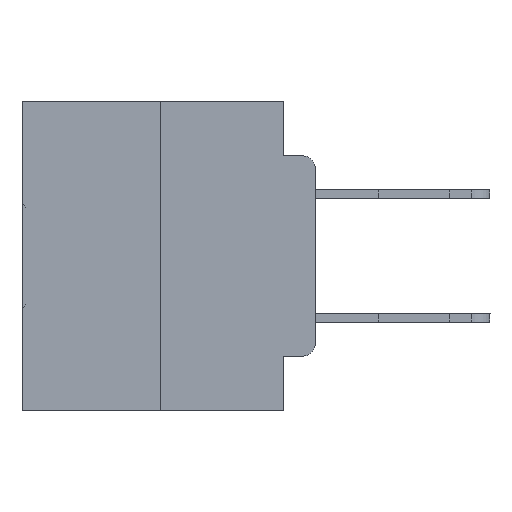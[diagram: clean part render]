
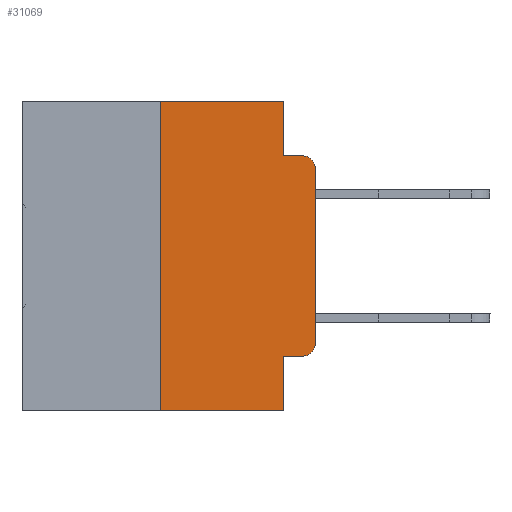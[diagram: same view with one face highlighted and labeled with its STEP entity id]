
A CAD part, left-side view. The second image highlights one B-rep face of the part: STEP entity #31069.
In plain terms, the highlighted planar face has unit normal (-1, 0, 0).
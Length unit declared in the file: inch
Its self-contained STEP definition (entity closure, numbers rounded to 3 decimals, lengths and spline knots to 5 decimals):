
#270 = ORIENTED_EDGE ( 'NONE', *, *, #19236, .F. ) ;
#333 = DIRECTION ( 'NONE',  ( -1., 0., 0. ) ) ;
#493 = EDGE_CURVE ( 'NONE', #24190, #23579, #11532, .T. ) ;
#1427 = DIRECTION ( 'NONE',  ( 0., 0., -1. ) ) ;
#1561 = CARTESIAN_POINT ( 'NONE',  ( 0., 0.051, 0. ) ) ;
#1955 = CARTESIAN_POINT ( 'NONE',  ( 0., 0.473, -0.5 ) ) ;
#3082 = EDGE_LOOP ( 'NONE', ( #5386, #25425, #5947, #270, #30734, #11367, #32157, #14165, #30812, #29400 ) ) ;
#3313 = EDGE_CURVE ( 'NONE', #10721, #22345, #15720, .T. ) ;
#4516 = CARTESIAN_POINT ( 'NONE',  ( 0., 0.473, 0. ) ) ;
#5077 = LINE ( 'NONE', #26761, #31117 ) ;
#5386 = ORIENTED_EDGE ( 'NONE', *, *, #12154, .T. ) ;
#5810 = EDGE_CURVE ( 'NONE', #10721, #24190, #5077, .T. ) ;
#5947 = ORIENTED_EDGE ( 'NONE', *, *, #23842, .F. ) ;
#6790 = LINE ( 'NONE', #10316, #26397 ) ;
#6916 = LINE ( 'NONE', #7127, #27725 ) ;
#7127 = CARTESIAN_POINT ( 'NONE',  ( 0., 0.051, -0.0885 ) ) ;
#7812 = CARTESIAN_POINT ( 'NONE',  ( 0., 0.051, -0.5 ) ) ;
#7854 = CARTESIAN_POINT ( 'NONE',  ( 0., 0.02, -0.3915 ) ) ;
#8899 = CARTESIAN_POINT ( 'NONE',  ( 0., 0.051, -0.4115 ) ) ;
#9264 = DIRECTION ( 'NONE',  ( 1., 0., 0. ) ) ;
#9345 = DIRECTION ( 'NONE',  ( 0., -1., 0. ) ) ;
#10316 = CARTESIAN_POINT ( 'NONE',  ( 0., 0.25, 0. ) ) ;
#10721 = VERTEX_POINT ( 'NONE', #8899 ) ;
#11151 = EDGE_CURVE ( 'NONE', #22283, #23216, #6790, .T. ) ;
#11367 = ORIENTED_EDGE ( 'NONE', *, *, #11151, .F. ) ;
#11532 = CIRCLE ( 'NONE', #21691, 0.02 ) ;
#12130 = DIRECTION ( 'NONE',  ( 0., -1., 0. ) ) ;
#12154 = EDGE_CURVE ( 'NONE', #23579, #32238, #24148, .T. ) ;
#12176 = DIRECTION ( 'NONE',  ( 0., 0., -1. ) ) ;
#13074 = VERTEX_POINT ( 'NONE', #20994 ) ;
#14165 = ORIENTED_EDGE ( 'NONE', *, *, #3313, .F. ) ;
#14370 = DIRECTION ( 'NONE',  ( 0., -1., 0. ) ) ;
#14537 = CARTESIAN_POINT ( 'NONE',  ( 0., 0., 0. ) ) ;
#14706 = AXIS2_PLACEMENT_3D ( 'NONE', #29765, #27408, #24730 ) ;
#15186 = FACE_OUTER_BOUND ( 'NONE', #3082, .T. ) ;
#15720 = LINE ( 'NONE', #1561, #20524 ) ;
#17199 = DIRECTION ( 'NONE',  ( 0., 0., -1. ) ) ;
#17449 = CARTESIAN_POINT ( 'NONE',  ( 0., 0.25, -0.5 ) ) ;
#18380 = CARTESIAN_POINT ( 'NONE',  ( 0., 0., -0.3915 ) ) ;
#18386 = DIRECTION ( 'NONE',  ( 0., 0., 1. ) ) ;
#18424 = LINE ( 'NONE', #29734, #22439 ) ;
#19036 = CARTESIAN_POINT ( 'NONE',  ( 0., 0., -0.1085 ) ) ;
#19100 = EDGE_CURVE ( 'NONE', #22283, #22345, #32031, .T. ) ;
#19236 = EDGE_CURVE ( 'NONE', #20799, #13074, #18424, .T. ) ;
#19297 = CARTESIAN_POINT ( 'NONE',  ( 0., 0.051, 0. ) ) ;
#19753 = VECTOR ( 'NONE', #25085, 39.37008 ) ;
#20524 = VECTOR ( 'NONE', #12176, 39.37008 ) ;
#20799 = VERTEX_POINT ( 'NONE', #19297 ) ;
#20994 = CARTESIAN_POINT ( 'NONE',  ( 0., 0.051, -0.0885 ) ) ;
#21079 = CARTESIAN_POINT ( 'NONE',  ( 0., 0.02, -0.4115 ) ) ;
#21691 = AXIS2_PLACEMENT_3D ( 'NONE', #7854, #333, #33128 ) ;
#22283 = VERTEX_POINT ( 'NONE', #17449 ) ;
#22345 = VERTEX_POINT ( 'NONE', #7812 ) ;
#22439 = VECTOR ( 'NONE', #17199, 39.37008 ) ;
#23216 = VERTEX_POINT ( 'NONE', #29923 ) ;
#23579 = VERTEX_POINT ( 'NONE', #18380 ) ;
#23842 = EDGE_CURVE ( 'NONE', #13074, #31271, #6916, .T. ) ;
#24148 = LINE ( 'NONE', #14537, #19753 ) ;
#24190 = VERTEX_POINT ( 'NONE', #21079 ) ;
#24719 = VECTOR ( 'NONE', #14370, 39.37008 ) ;
#24730 = DIRECTION ( 'NONE',  ( 0., 0., -1. ) ) ;
#24818 = PLANE ( 'NONE',  #32553 ) ;
#25085 = DIRECTION ( 'NONE',  ( 0., 0., 1. ) ) ;
#25425 = ORIENTED_EDGE ( 'NONE', *, *, #27137, .T. ) ;
#25697 = EDGE_CURVE ( 'NONE', #23216, #20799, #31519, .T. ) ;
#26397 = VECTOR ( 'NONE', #18386, 39.37008 ) ;
#26761 = CARTESIAN_POINT ( 'NONE',  ( 0., 0.051, -0.4115 ) ) ;
#27137 = EDGE_CURVE ( 'NONE', #32238, #31271, #31796, .T. ) ;
#27408 = DIRECTION ( 'NONE',  ( -1., 0., 0. ) ) ;
#27725 = VECTOR ( 'NONE', #9345, 39.37008 ) ;
#27942 = CARTESIAN_POINT ( 'NONE',  ( 0., 0.02, -0.0885 ) ) ;
#29400 = ORIENTED_EDGE ( 'NONE', *, *, #493, .T. ) ;
#29734 = CARTESIAN_POINT ( 'NONE',  ( 0., 0.051, 0. ) ) ;
#29765 = CARTESIAN_POINT ( 'NONE',  ( 0., 0.02, -0.1085 ) ) ;
#29923 = CARTESIAN_POINT ( 'NONE',  ( 0., 0.25, 0. ) ) ;
#30734 = ORIENTED_EDGE ( 'NONE', *, *, #25697, .F. ) ;
#30812 = ORIENTED_EDGE ( 'NONE', *, *, #5810, .T. ) ;
#31069 = ADVANCED_FACE ( 'NONE', ( #15186 ), #24818, .F. ) ;
#31117 = VECTOR ( 'NONE', #31915, 39.37008 ) ;
#31271 = VERTEX_POINT ( 'NONE', #27942 ) ;
#31519 = LINE ( 'NONE', #4516, #24719 ) ;
#31631 = VECTOR ( 'NONE', #12130, 39.37008 ) ;
#31796 = CIRCLE ( 'NONE', #14706, 0.02 ) ;
#31915 = DIRECTION ( 'NONE',  ( 0., -1., 0. ) ) ;
#32031 = LINE ( 'NONE', #1955, #31631 ) ;
#32157 = ORIENTED_EDGE ( 'NONE', *, *, #19100, .T. ) ;
#32238 = VERTEX_POINT ( 'NONE', #19036 ) ;
#32315 = CARTESIAN_POINT ( 'NONE',  ( 0., 0.473, 0. ) ) ;
#32553 = AXIS2_PLACEMENT_3D ( 'NONE', #32315, #9264, #1427 ) ;
#33128 = DIRECTION ( 'NONE',  ( 0., 0., -1. ) ) ;
